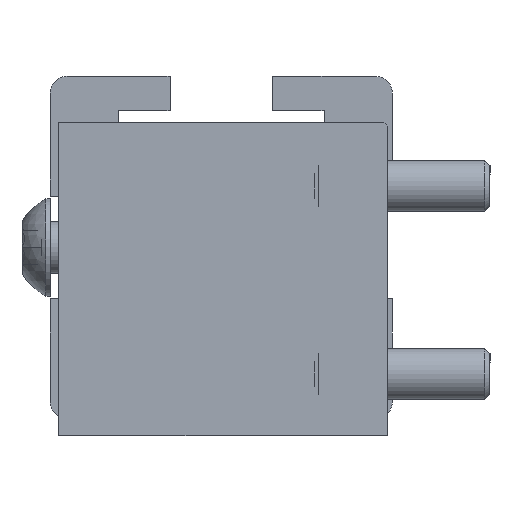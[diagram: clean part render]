
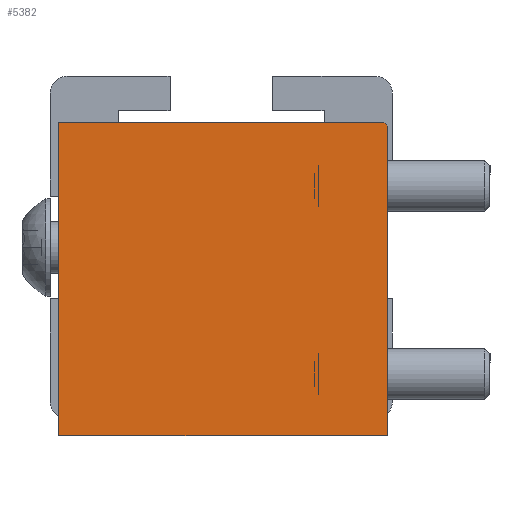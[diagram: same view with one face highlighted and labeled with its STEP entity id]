
A CAD part, left-side view. The second image highlights one B-rep face of the part: STEP entity #5382.
In plain terms, the highlighted face is planar.
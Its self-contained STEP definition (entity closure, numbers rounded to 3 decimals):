
#457=LINE('',#7674,#882);
#462=LINE('',#7691,#887);
#497=LINE('',#7779,#922);
#498=LINE('',#7782,#923);
#882=VECTOR('',#6286,10.);
#887=VECTOR('',#6305,10.);
#922=VECTOR('',#6402,10.);
#923=VECTOR('',#6407,10.);
#1397=FACE_OUTER_BOUND('',#1719,.T.);
#1719=EDGE_LOOP('',(#3744,#3745,#3746,#3747,#3748));
#2031=CIRCLE('',#5758,0.2);
#2233=VERTEX_POINT('',#7671);
#2234=VERTEX_POINT('',#7673);
#2237=VERTEX_POINT('',#7683);
#2238=VERTEX_POINT('',#7685);
#2239=VERTEX_POINT('',#7689);
#2780=EDGE_CURVE('',#2234,#2233,#457,.T.);
#2786=EDGE_CURVE('',#2237,#2238,#2031,.T.);
#2789=EDGE_CURVE('',#2237,#2239,#462,.T.);
#2832=EDGE_CURVE('',#2239,#2234,#497,.T.);
#2833=EDGE_CURVE('',#2238,#2233,#498,.F.);
#3744=ORIENTED_EDGE('',*,*,#2832,.T.);
#3745=ORIENTED_EDGE('',*,*,#2780,.T.);
#3746=ORIENTED_EDGE('',*,*,#2833,.F.);
#3747=ORIENTED_EDGE('',*,*,#2786,.F.);
#3748=ORIENTED_EDGE('',*,*,#2789,.T.);
#5227=PLANE('',#5792);
#5382=ADVANCED_FACE('',(#1397),#5227,.F.);
#5758=AXIS2_PLACEMENT_3D('',#7686,#6299,#6300);
#5792=AXIS2_PLACEMENT_3D('',#7781,#6405,#6406);
#6286=DIRECTION('',(0.,-1.,0.));
#6299=DIRECTION('center_axis',(0.,0.,
1.));
#6300=DIRECTION('ref_axis',(-0.707,-0.707,0.));
#6305=DIRECTION('',(0.,1.,0.));
#6402=DIRECTION('',(1.,0.,0.));
#6405=DIRECTION('center_axis',(0.,0.,
1.));
#6406=DIRECTION('ref_axis',(0.,1.,0.));
#6407=DIRECTION('',(-1.,0.,0.));
#7671=CARTESIAN_POINT('',(-546.4,9.8,47.2));
#7673=CARTESIAN_POINT('',(-546.4,29.,47.2));
#7674=CARTESIAN_POINT('',(-546.4,18.75,47.2));
#7683=CARTESIAN_POINT('',(-564.697,10.,47.2));
#7685=CARTESIAN_POINT('',(-564.497,9.8,47.2));
#7686=CARTESIAN_POINT('Origin',(-564.497,10.,47.2));
#7689=CARTESIAN_POINT('',(-564.697,29.,47.2));
#7691=CARTESIAN_POINT('',(-564.697,18.275,47.2));
#7779=CARTESIAN_POINT('',(-556.,29.,47.2));
#7781=CARTESIAN_POINT('Origin',(-556.,18.75,47.2));
#7782=CARTESIAN_POINT('',(-556.,9.8,47.2));
